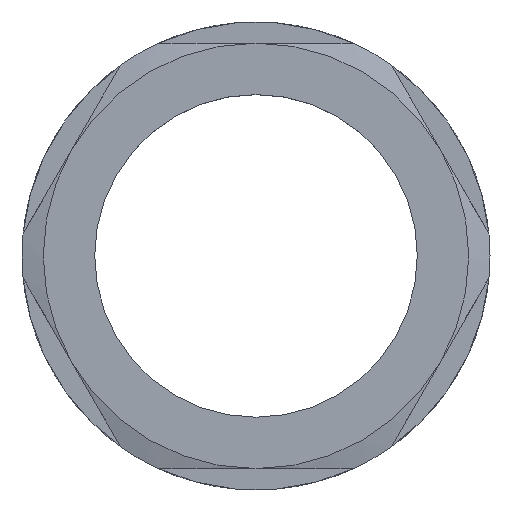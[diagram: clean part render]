
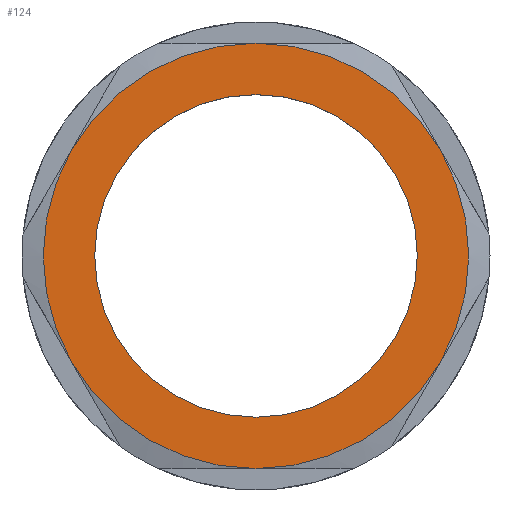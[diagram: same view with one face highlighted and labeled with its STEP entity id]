
A CAD part, top view. The second image highlights one B-rep face of the part: STEP entity #124.
In plain terms, the highlighted planar face has unit normal (0, 0, 1).
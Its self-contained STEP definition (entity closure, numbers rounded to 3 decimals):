
#9 = VERTEX_POINT ( 'NONE', #447 ) ;
#32 = CARTESIAN_POINT ( 'NONE',  ( 0., 0., 4. ) ) ;
#34 = DIRECTION ( 'NONE',  ( 0., 1., 0. ) ) ;
#38 = DIRECTION ( 'NONE',  ( 0., 0., -1. ) ) ;
#41 = CARTESIAN_POINT ( 'NONE',  ( 0., 0., 4. ) ) ;
#46 = VERTEX_POINT ( 'NONE', #146 ) ;
#52 = EDGE_CURVE ( 'NONE', #168, #950, #96, .T. ) ;
#65 = AXIS2_PLACEMENT_3D ( 'NONE', #32, #38, #34 ) ;
#95 = PLANE ( 'NONE',  #632 ) ;
#96 = CIRCLE ( 'NONE', #201, 30. ) ;
#107 = CARTESIAN_POINT ( 'NONE',  ( 0., -30., 4. ) ) ;
#124 = ADVANCED_FACE ( 'NONE', ( #764, #903 ), #95, .T. ) ;
#132 = DIRECTION ( 'NONE',  ( 0., 1., 0. ) ) ;
#146 = CARTESIAN_POINT ( 'NONE',  ( 25.981, -15., 4. ) ) ;
#160 = DIRECTION ( 'NONE',  ( 0., 1., 0. ) ) ;
#161 = CIRCLE ( 'NONE', #838, 30. ) ;
#167 = DIRECTION ( 'NONE',  ( 0., 0., -1. ) ) ;
#168 = VERTEX_POINT ( 'NONE', #107 ) ;
#181 = CARTESIAN_POINT ( 'NONE',  ( 0., 0., 4. ) ) ;
#185 = VERTEX_POINT ( 'NONE', #452 ) ;
#186 = DIRECTION ( 'NONE',  ( 0., 0., 1. ) ) ;
#198 = DIRECTION ( 'NONE',  ( 0., 0., -1. ) ) ;
#201 = AXIS2_PLACEMENT_3D ( 'NONE', #888, #198, #528 ) ;
#219 = CARTESIAN_POINT ( 'NONE',  ( -25.981, -15., 4. ) ) ;
#227 = VERTEX_POINT ( 'NONE', #531 ) ;
#231 = EDGE_CURVE ( 'NONE', #46, #168, #865, .T. ) ;
#268 = EDGE_CURVE ( 'NONE', #185, #948, #894, .T. ) ;
#301 = EDGE_LOOP ( 'NONE', ( #714, #706, #763, #604, #385, #881 ) ) ;
#331 = AXIS2_PLACEMENT_3D ( 'NONE', #893, #400, #969 ) ;
#346 = DIRECTION ( 'NONE',  ( 0., 1., 0. ) ) ;
#350 = CARTESIAN_POINT ( 'NONE',  ( 0., 0., 4. ) ) ;
#377 = DIRECTION ( 'NONE',  ( 1., 0., 0. ) ) ;
#385 = ORIENTED_EDGE ( 'NONE', *, *, #231, .F. ) ;
#388 = DIRECTION ( 'NONE',  ( 0., 0., -1. ) ) ;
#400 = DIRECTION ( 'NONE',  ( 0., 0., -1. ) ) ;
#423 = CARTESIAN_POINT ( 'NONE',  ( 0., 0., 4. ) ) ;
#438 = DIRECTION ( 'NONE',  ( 1., 0., 0. ) ) ;
#447 = CARTESIAN_POINT ( 'NONE',  ( 25.981, 15., 4. ) ) ;
#448 = EDGE_CURVE ( 'NONE', #9, #46, #161, .T. ) ;
#452 = CARTESIAN_POINT ( 'NONE',  ( -25.981, 15., 4. ) ) ;
#456 = EDGE_LOOP ( 'NONE', ( #996, #736 ) ) ;
#476 = CIRCLE ( 'NONE', #331, 30. ) ;
#528 = DIRECTION ( 'NONE',  ( 0., 1., 0. ) ) ;
#531 = CARTESIAN_POINT ( 'NONE',  ( -22.75, 0., 4. ) ) ;
#557 = EDGE_CURVE ( 'NONE', #948, #9, #476, .T. ) ;
#604 = ORIENTED_EDGE ( 'NONE', *, *, #52, .F. ) ;
#623 = DIRECTION ( 'NONE',  ( 0., 0., -1. ) ) ;
#632 = AXIS2_PLACEMENT_3D ( 'NONE', #654, #1025, #377 ) ;
#654 = CARTESIAN_POINT ( 'NONE',  ( 0., 0., 4. ) ) ;
#671 = CARTESIAN_POINT ( 'NONE',  ( 0., 0., 4. ) ) ;
#683 = CIRCLE ( 'NONE', #929, 22.75 ) ;
#702 = CARTESIAN_POINT ( 'NONE',  ( 0., 30., 4. ) ) ;
#705 = EDGE_CURVE ( 'NONE', #227, #750, #683, .T. ) ;
#706 = ORIENTED_EDGE ( 'NONE', *, *, #268, .F. ) ;
#712 = EDGE_CURVE ( 'NONE', #750, #227, #921, .T. ) ;
#714 = ORIENTED_EDGE ( 'NONE', *, *, #557, .F. ) ;
#736 = ORIENTED_EDGE ( 'NONE', *, *, #705, .F. ) ;
#747 = DIRECTION ( 'NONE',  ( 1., 0., 0. ) ) ;
#750 = VERTEX_POINT ( 'NONE', #1012 ) ;
#763 = ORIENTED_EDGE ( 'NONE', *, *, #959, .F. ) ;
#764 = FACE_BOUND ( 'NONE', #456, .T. ) ;
#838 = AXIS2_PLACEMENT_3D ( 'NONE', #423, #388, #346 ) ;
#865 = CIRCLE ( 'NONE', #1026, 30. ) ;
#881 = ORIENTED_EDGE ( 'NONE', *, *, #448, .F. ) ;
#888 = CARTESIAN_POINT ( 'NONE',  ( 0., 0., 4. ) ) ;
#893 = CARTESIAN_POINT ( 'NONE',  ( 0., 0., 4. ) ) ;
#894 = CIRCLE ( 'NONE', #65, 30. ) ;
#903 = FACE_OUTER_BOUND ( 'NONE', #301, .T. ) ;
#921 = CIRCLE ( 'NONE', #986, 22.75 ) ;
#925 = DIRECTION ( 'NONE',  ( 0., 0., 1. ) ) ;
#929 = AXIS2_PLACEMENT_3D ( 'NONE', #671, #186, #747 ) ;
#948 = VERTEX_POINT ( 'NONE', #702 ) ;
#950 = VERTEX_POINT ( 'NONE', #219 ) ;
#959 = EDGE_CURVE ( 'NONE', #950, #185, #1004, .T. ) ;
#969 = DIRECTION ( 'NONE',  ( 0., 1., 0. ) ) ;
#986 = AXIS2_PLACEMENT_3D ( 'NONE', #350, #925, #438 ) ;
#996 = ORIENTED_EDGE ( 'NONE', *, *, #712, .F. ) ;
#1004 = CIRCLE ( 'NONE', #1022, 30. ) ;
#1012 = CARTESIAN_POINT ( 'NONE',  ( 22.75, 0., 4. ) ) ;
#1022 = AXIS2_PLACEMENT_3D ( 'NONE', #41, #623, #132 ) ;
#1025 = DIRECTION ( 'NONE',  ( 0., 0., 1. ) ) ;
#1026 = AXIS2_PLACEMENT_3D ( 'NONE', #181, #167, #160 ) ;
